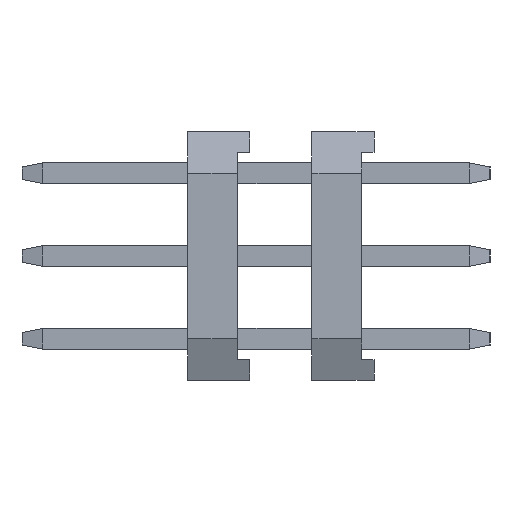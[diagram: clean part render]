
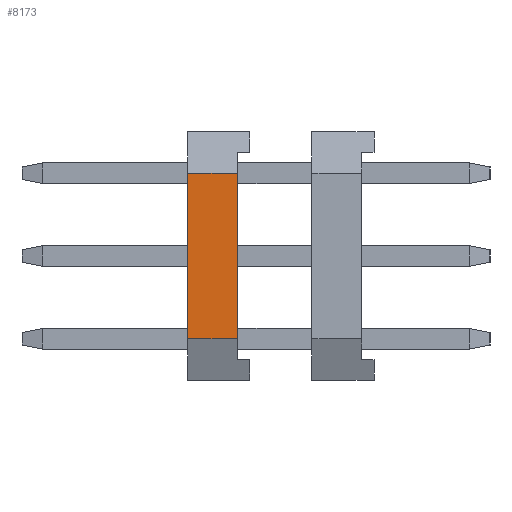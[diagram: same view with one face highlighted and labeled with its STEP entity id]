
A CAD part, left-side view. The second image highlights one B-rep face of the part: STEP entity #8173.
In plain terms, the highlighted planar face has unit normal (-1, 0, 0).
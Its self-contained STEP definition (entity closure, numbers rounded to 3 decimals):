
#147=CARTESIAN_POINT('',(-1.,3.3,-2.));
#148=VERTEX_POINT('',#147);
#155=CARTESIAN_POINT('',(-1.,4.5,-2.));
#156=VERTEX_POINT('',#155);
#157=CARTESIAN_POINT('',(-1.,3.3,-2.));
#158=DIRECTION('',(0.,1.,0.));
#159=VECTOR('',#158,1.2);
#160=LINE('',#157,#159);
#161=EDGE_CURVE('',#148,#156,#160,.T.);
#8125=CARTESIAN_POINT('',(-1.,4.5,2.));
#8126=VERTEX_POINT('',#8125);
#8133=CARTESIAN_POINT('',(-1.,3.3,2.));
#8134=VERTEX_POINT('',#8133);
#8135=CARTESIAN_POINT('',(-1.,4.5,2.));
#8136=DIRECTION('',(0.,-1.,0.));
#8137=VECTOR('',#8136,1.2);
#8138=LINE('',#8135,#8137);
#8139=EDGE_CURVE('',#8126,#8134,#8138,.T.);
#8152=CARTESIAN_POINT('',(-1.,3.,-3.));
#8153=DIRECTION('',(0.,0.,1.));
#8154=DIRECTION('',(-1.,0.,0.));
#8155=AXIS2_PLACEMENT_3D('',#8152,#8154,#8153);
#8156=PLANE('',#8155);
#8157=ORIENTED_EDGE('',*,*,#8139,.F.);
#8158=CARTESIAN_POINT('',(-1.,4.5,-2.));
#8159=DIRECTION('',(0.,0.,1.));
#8160=VECTOR('',#8159,4.);
#8161=LINE('',#8158,#8160);
#8162=EDGE_CURVE('',#156,#8126,#8161,.T.);
#8163=ORIENTED_EDGE('',*,*,#8162,.F.);
#8164=ORIENTED_EDGE('',*,*,#161,.F.);
#8165=CARTESIAN_POINT('',(-1.,3.3,2.));
#8166=DIRECTION('',(0.,0.,-1.));
#8167=VECTOR('',#8166,4.);
#8168=LINE('',#8165,#8167);
#8169=EDGE_CURVE('',#8134,#148,#8168,.T.);
#8170=ORIENTED_EDGE('',*,*,#8169,.F.);
#8171=EDGE_LOOP('',(#8157,#8163,#8164,#8170));
#8172=FACE_OUTER_BOUND('',#8171,.T.);
#8173=ADVANCED_FACE('',(#8172),#8156,.T.);
